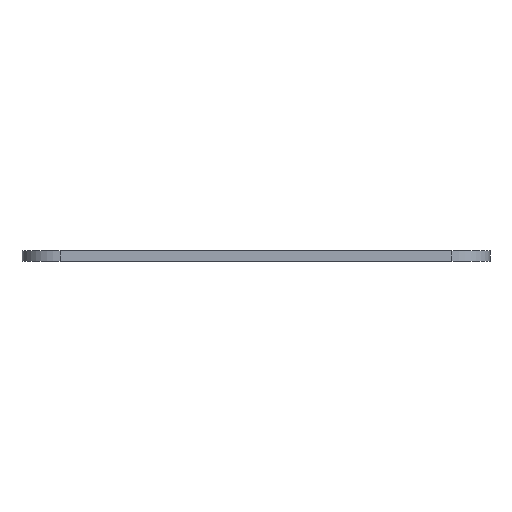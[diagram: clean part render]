
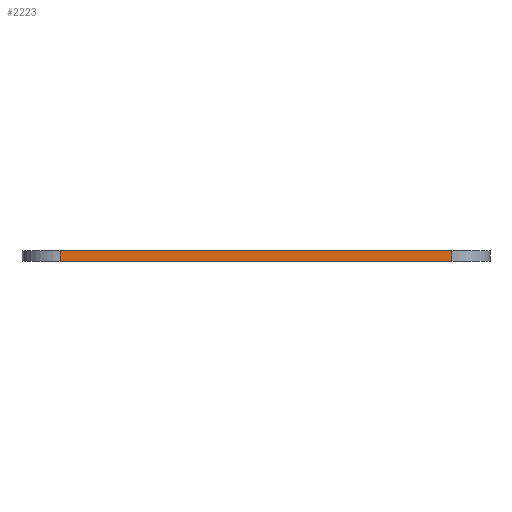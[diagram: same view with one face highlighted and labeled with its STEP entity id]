
A CAD part, left-side view. The second image highlights one B-rep face of the part: STEP entity #2223.
In plain terms, the highlighted planar face has unit normal (-1, 0, 0).
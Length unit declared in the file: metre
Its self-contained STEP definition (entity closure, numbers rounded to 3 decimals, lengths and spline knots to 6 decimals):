
#47=PLANE('',#3059);
#226=LINE('',#4237,#430);
#227=LINE('',#4240,#431);
#228=LINE('',#4242,#432);
#229=LINE('',#4244,#433);
#430=VECTOR('',#3588,1.);
#431=VECTOR('',#3589,1.);
#432=VECTOR('',#3590,1.);
#433=VECTOR('',#3591,1.);
#774=ORIENTED_EDGE('',*,*,#1330,.T.);
#775=ORIENTED_EDGE('',*,*,#1331,.T.);
#776=ORIENTED_EDGE('',*,*,#1332,.F.);
#777=ORIENTED_EDGE('',*,*,#1333,.T.);
#1330=EDGE_CURVE('',#1578,#1579,#226,.T.);
#1331=EDGE_CURVE('',#1579,#1580,#227,.F.);
#1332=EDGE_CURVE('',#1581,#1580,#228,.T.);
#1333=EDGE_CURVE('',#1581,#1578,#229,.T.);
#1578=VERTEX_POINT('',#4238);
#1579=VERTEX_POINT('',#4239);
#1580=VERTEX_POINT('',#4241);
#1581=VERTEX_POINT('',#4243);
#1785=EDGE_LOOP('',(#774,#775,#776,#777));
#1925=FACE_BOUND('',#1785,.T.);
#2223=ADVANCED_FACE('',(#1925),#47,.F.);
#3059=AXIS2_PLACEMENT_3D('',#4236,#3586,#3587);
#3586=DIRECTION('',(1.,0.,0.));
#3587=DIRECTION('',(0.,1.,0.));
#3588=DIRECTION('',(0.,-1.,0.));
#3589=DIRECTION('',(0.,0.,-1.));
#3590=DIRECTION('',(0.,-1.,0.));
#3591=DIRECTION('',(0.,0.,-1.));
#4236=CARTESIAN_POINT('',(-0.059506,-0.000001,0.0015));
#4237=CARTESIAN_POINT('',(-0.059506,-0.000001,0.));
#4238=CARTESIAN_POINT('',(-0.059506,0.028312,0.));
#4239=CARTESIAN_POINT('',(-0.059506,-0.028313,0.));
#4240=CARTESIAN_POINT('',(-0.059506,-0.028313,0.0015));
#4241=CARTESIAN_POINT('',(-0.059506,-0.028313,0.0015));
#4242=CARTESIAN_POINT('',(-0.059506,-0.000001,0.0015));
#4243=CARTESIAN_POINT('',(-0.059506,0.028312,0.0015));
#4244=CARTESIAN_POINT('',(-0.059506,0.028312,0.));
